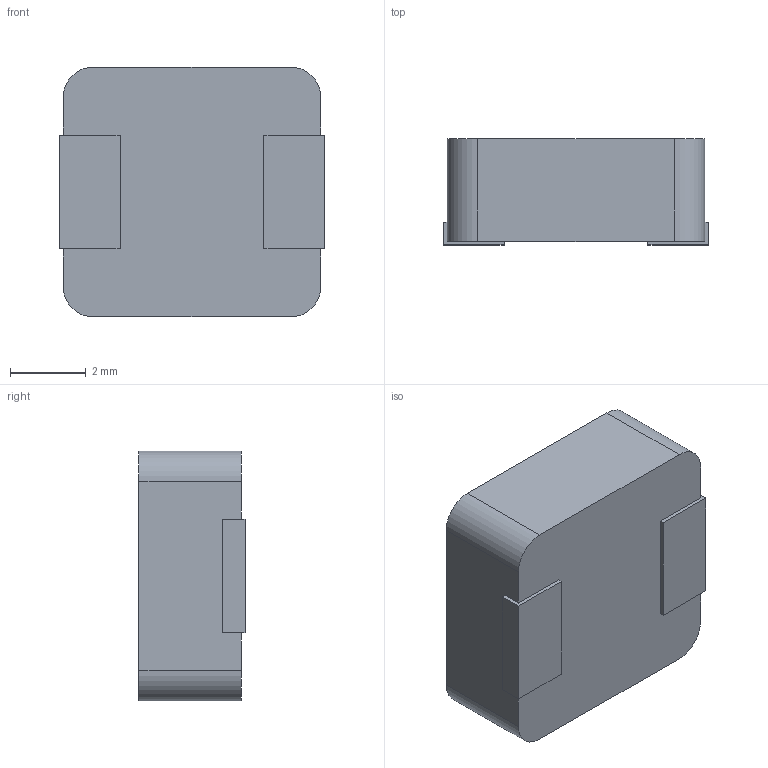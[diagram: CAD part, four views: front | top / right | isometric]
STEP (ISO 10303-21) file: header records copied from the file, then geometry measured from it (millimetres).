
FILE_DESCRIPTION (( 'STEP AP214' ), '1' );
FILE_NAME ('MWSA0603S-2R2MT_Molded SMD Power Inductors – MWSA Series .STEP', '2021-11-12T11:37:18', ( '' ), ( '' ), 'SwSTEP 2.0', 'SolidWorks 2020', '' );
FILE_SCHEMA (( 'AUTOMOTIVE_DESIGN' ));
Length unit declared in the file: millimetre
Products named in the file (1): MWSA0603S-2R2MT_Molded SMD Power Inductors – MWSA Series 
Bounding box: 7 x 2.8 x 6.6 mm (x, y, z)
Volume: 120.8 mm3; surface area: 162.5 mm2
Topology: 1 solids, 1 shells, 95 faces, 258 edges, 172 vertices
Faces by surface type: plane 75, bspline 16, cylinder 4
Entity records: 4979 total; most frequent: CARTESIAN_POINT 1598, ORIENTED_EDGE 516, DIRECTION 394, EDGE_CURVE 258, LINE 218, VECTOR 218, VERTEX_POINT 172, EDGE_LOOP 102
